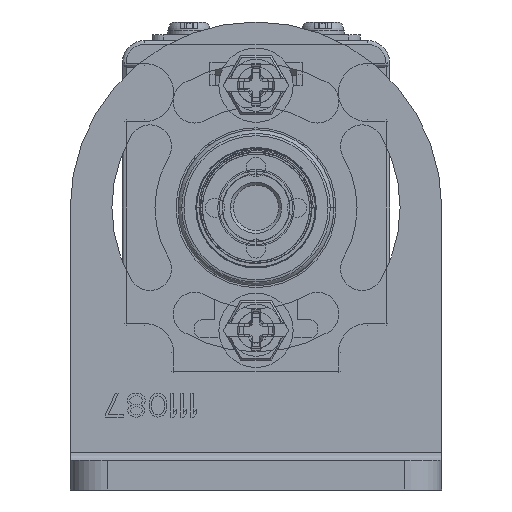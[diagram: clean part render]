
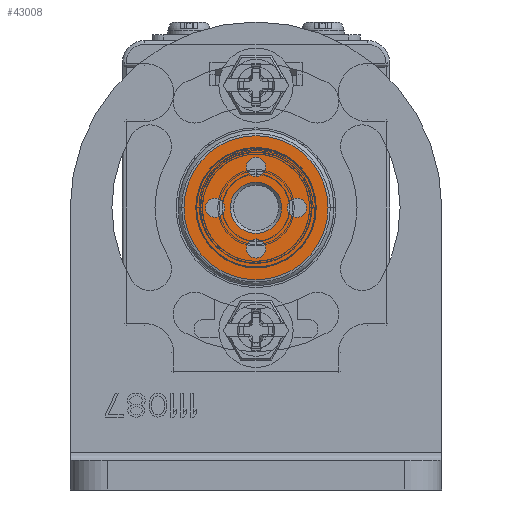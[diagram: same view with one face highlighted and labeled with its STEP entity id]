
A CAD part, front view. The second image highlights one B-rep face of the part: STEP entity #43008.
In plain terms, the highlighted face is planar.
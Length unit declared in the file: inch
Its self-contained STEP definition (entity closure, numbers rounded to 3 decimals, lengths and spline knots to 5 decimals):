
#41567=CARTESIAN_POINT('',(0.,0.,0.));
#41568=DIRECTION('',(0.,1.,0.));
#41569=DIRECTION('',(1.,0.,0.));
#41570=AXIS2_PLACEMENT_3D('',#41567,#41568,#41569);
#41572=CARTESIAN_POINT('',(0.,0.,0.));
#41573=DIRECTION('',(0.,1.,0.));
#41574=DIRECTION('',(-1.,0.,0.));
#41575=AXIS2_PLACEMENT_3D('',#41572,#41573,#41574);
#41577=CARTESIAN_POINT('',(0.,0.,0.));
#41578=DIRECTION('',(0.,-1.,0.));
#41579=DIRECTION('',(1.,0.,0.));
#41580=AXIS2_PLACEMENT_3D('',#41577,#41578,#41579);
#41582=CARTESIAN_POINT('',(0.,0.,0.));
#41583=DIRECTION('',(0.,-1.,0.));
#41584=DIRECTION('',(-1.,0.,0.));
#41585=AXIS2_PLACEMENT_3D('',#41582,#41583,#41584);
#41587=CARTESIAN_POINT('',(0.,0.,-5.5));
#41588=DIRECTION('',(0.,1.,0.));
#41589=DIRECTION('',(1.,0.,0.));
#41590=AXIS2_PLACEMENT_3D('',#41587,#41588,#41589);
#41592=CARTESIAN_POINT('',(0.,0.,-5.5));
#41593=DIRECTION('',(0.,1.,0.));
#41594=DIRECTION('',(-1.,0.,0.));
#41595=AXIS2_PLACEMENT_3D('',#41592,#41593,#41594);
#41597=CARTESIAN_POINT('',(5.5,0.,0.));
#41598=DIRECTION('',(0.,1.,0.));
#41599=DIRECTION('',(1.,0.,0.));
#41600=AXIS2_PLACEMENT_3D('',#41597,#41598,#41599);
#41602=CARTESIAN_POINT('',(5.5,0.,0.));
#41603=DIRECTION('',(0.,1.,0.));
#41604=DIRECTION('',(-1.,0.,0.));
#41605=AXIS2_PLACEMENT_3D('',#41602,#41603,#41604);
#41607=CARTESIAN_POINT('',(0.,0.,5.5));
#41608=DIRECTION('',(0.,1.,0.));
#41609=DIRECTION('',(1.,0.,0.));
#41610=AXIS2_PLACEMENT_3D('',#41607,#41608,#41609);
#41612=CARTESIAN_POINT('',(0.,0.,5.5));
#41613=DIRECTION('',(0.,1.,0.));
#41614=DIRECTION('',(-1.,0.,0.));
#41615=AXIS2_PLACEMENT_3D('',#41612,#41613,#41614);
#41617=CARTESIAN_POINT('',(-5.5,0.,0.));
#41618=DIRECTION('',(0.,1.,0.));
#41619=DIRECTION('',(1.,0.,0.));
#41620=AXIS2_PLACEMENT_3D('',#41617,#41618,#41619);
#41622=CARTESIAN_POINT('',(-5.5,0.,0.));
#41623=DIRECTION('',(0.,1.,0.));
#41624=DIRECTION('',(-1.,0.,0.));
#41625=AXIS2_PLACEMENT_3D('',#41622,#41623,#41624);
#42694=CARTESIAN_POINT('',(9.7,0.,0.));
#42695=CARTESIAN_POINT('',(-9.7,0.,0.));
#42696=VERTEX_POINT('',#42694);
#42697=VERTEX_POINT('',#42695);
#42722=CARTESIAN_POINT('',(3.44999,0.,0.));
#42723=CARTESIAN_POINT('',(-3.44999,0.,0.));
#42724=VERTEX_POINT('',#42722);
#42725=VERTEX_POINT('',#42723);
#42746=CARTESIAN_POINT('',(1.3,0.,-5.5));
#42747=CARTESIAN_POINT('',(-1.3,0.,-5.5));
#42748=VERTEX_POINT('',#42746);
#42749=VERTEX_POINT('',#42747);
#42750=CARTESIAN_POINT('',(6.8,0.,0.));
#42751=CARTESIAN_POINT('',(4.2,0.,0.));
#42752=VERTEX_POINT('',#42750);
#42753=VERTEX_POINT('',#42751);
#42754=CARTESIAN_POINT('',(1.3,0.,5.5));
#42755=CARTESIAN_POINT('',(-1.3,0.,5.5));
#42756=VERTEX_POINT('',#42754);
#42757=VERTEX_POINT('',#42755);
#42758=CARTESIAN_POINT('',(-4.2,0.,0.));
#42759=CARTESIAN_POINT('',(-6.8,0.,0.));
#42760=VERTEX_POINT('',#42758);
#42761=VERTEX_POINT('',#42759);
#42968=CARTESIAN_POINT('',(0.,0.,0.));
#42969=DIRECTION('',(0.,1.,0.));
#42970=DIRECTION('',(1.,0.,0.));
#42971=AXIS2_PLACEMENT_3D('',#42968,#42969,#42970);
#42972=PLANE('',#42971);
#42974=ORIENTED_EDGE('',*,*,#42973,.F.);
#42976=ORIENTED_EDGE('',*,*,#42975,.F.);
#42977=EDGE_LOOP('',(#42974,#42976));
#42978=FACE_OUTER_BOUND('',#42977,.F.);
#42980=ORIENTED_EDGE('',*,*,#42979,.F.);
#42981=ORIENTED_EDGE('',*,*,#42958,.F.);
#42982=EDGE_LOOP('',(#42980,#42981));
#42983=FACE_BOUND('',#42982,.F.);
#42985=ORIENTED_EDGE('',*,*,#42984,.T.);
#42987=ORIENTED_EDGE('',*,*,#42986,.T.);
#42988=EDGE_LOOP('',(#42985,#42987));
#42989=FACE_BOUND('',#42988,.F.);
#42991=ORIENTED_EDGE('',*,*,#42990,.T.);
#42993=ORIENTED_EDGE('',*,*,#42992,.T.);
#42994=EDGE_LOOP('',(#42991,#42993));
#42995=FACE_BOUND('',#42994,.F.);
#42997=ORIENTED_EDGE('',*,*,#42996,.T.);
#42999=ORIENTED_EDGE('',*,*,#42998,.T.);
#43000=EDGE_LOOP('',(#42997,#42999));
#43001=FACE_BOUND('',#43000,.F.);
#43003=ORIENTED_EDGE('',*,*,#43002,.T.);
#43005=ORIENTED_EDGE('',*,*,#43004,.T.);
#43006=EDGE_LOOP('',(#43003,#43005));
#43007=FACE_BOUND('',#43006,.F.);
#43008=ADVANCED_FACE('',(#42978,#42983,#42989,#42995,#43001,#43007),#42972,.T.);
#41571=CIRCLE('',#41570,9.7);
#41576=CIRCLE('',#41575,9.7);
#41581=CIRCLE('',#41580,3.44999);
#41586=CIRCLE('',#41585,3.44999);
#41591=CIRCLE('',#41590,1.3);
#41596=CIRCLE('',#41595,1.3);
#41601=CIRCLE('',#41600,1.3);
#41606=CIRCLE('',#41605,1.3);
#41611=CIRCLE('',#41610,1.3);
#41616=CIRCLE('',#41615,1.3);
#41621=CIRCLE('',#41620,1.3);
#41626=CIRCLE('',#41625,1.3);
#42958=EDGE_CURVE('',#42725,#42724,#41586,.T.);
#42973=EDGE_CURVE('',#42696,#42697,#41571,.T.);
#42975=EDGE_CURVE('',#42697,#42696,#41576,.T.);
#42979=EDGE_CURVE('',#42724,#42725,#41581,.T.);
#42984=EDGE_CURVE('',#42748,#42749,#41591,.T.);
#42986=EDGE_CURVE('',#42749,#42748,#41596,.T.);
#42990=EDGE_CURVE('',#42752,#42753,#41601,.T.);
#42992=EDGE_CURVE('',#42753,#42752,#41606,.T.);
#42996=EDGE_CURVE('',#42756,#42757,#41611,.T.);
#42998=EDGE_CURVE('',#42757,#42756,#41616,.T.);
#43002=EDGE_CURVE('',#42760,#42761,#41621,.T.);
#43004=EDGE_CURVE('',#42761,#42760,#41626,.T.);
